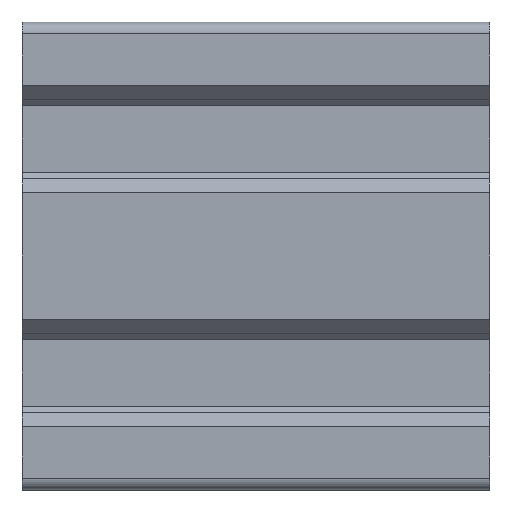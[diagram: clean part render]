
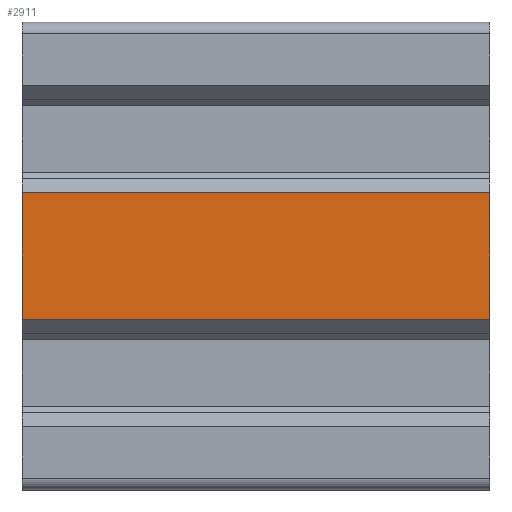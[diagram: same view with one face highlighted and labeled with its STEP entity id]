
A CAD part, front view. The second image highlights one B-rep face of the part: STEP entity #2911.
In plain terms, the highlighted planar face has unit normal (0, -1, 0).
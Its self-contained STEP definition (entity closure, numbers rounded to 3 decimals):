
#103=PLANE('',#3083);
#245=FACE_OUTER_BOUND('',#392,.T.);
#392=EDGE_LOOP('',(#2457,#2458,#2459,#2460));
#520=LINE('',#4007,#924);
#749=LINE('',#4488,#1153);
#750=LINE('',#4491,#1154);
#751=LINE('',#4492,#1155);
#924=VECTOR('',#3222,10.);
#1153=VECTOR('',#3641,10.);
#1154=VECTOR('',#3644,10.);
#1155=VECTOR('',#3645,10.);
#1346=VERTEX_POINT('',#4004);
#1347=VERTEX_POINT('',#4006);
#1504=VERTEX_POINT('',#4486);
#1505=VERTEX_POINT('',#4490);
#1628=EDGE_CURVE('',#1346,#1347,#520,.T.);
#1869=EDGE_CURVE('',#1346,#1504,#749,.T.);
#1870=EDGE_CURVE('',#1505,#1504,#750,.T.);
#1871=EDGE_CURVE('',#1347,#1505,#751,.T.);
#2457=ORIENTED_EDGE('',*,*,#1628,.F.);
#2458=ORIENTED_EDGE('',*,*,#1869,.T.);
#2459=ORIENTED_EDGE('',*,*,#1870,.F.);
#2460=ORIENTED_EDGE('',*,*,#1871,.F.);
#2911=ADVANCED_FACE('',(#245),#103,.T.);
#3083=AXIS2_PLACEMENT_3D('',#4489,#3642,#3643);
#3222=DIRECTION('',(0.,0.,1.));
#3641=DIRECTION('',(1.,0.,0.));
#3642=DIRECTION('center_axis',(0.,-1.,0.));
#3643=DIRECTION('ref_axis',(0.,0.,-1.));
#3644=DIRECTION('',(0.,0.,-1.));
#3645=DIRECTION('',(1.,0.,0.));
#4004=CARTESIAN_POINT('',(0.,-20.,-5.42));
#4006=CARTESIAN_POINT('',(0.,-20.,5.42));
#4007=CARTESIAN_POINT('',(0.,-20.,0.));
#4486=CARTESIAN_POINT('',(40.,-20.,-5.42));
#4488=CARTESIAN_POINT('',(0.,-20.,-5.42));
#4489=CARTESIAN_POINT('Origin',(0.,-20.,5.42));
#4490=CARTESIAN_POINT('',(40.,-20.,5.42));
#4491=CARTESIAN_POINT('',(40.,-20.,0.));
#4492=CARTESIAN_POINT('',(0.,-20.,5.42));
